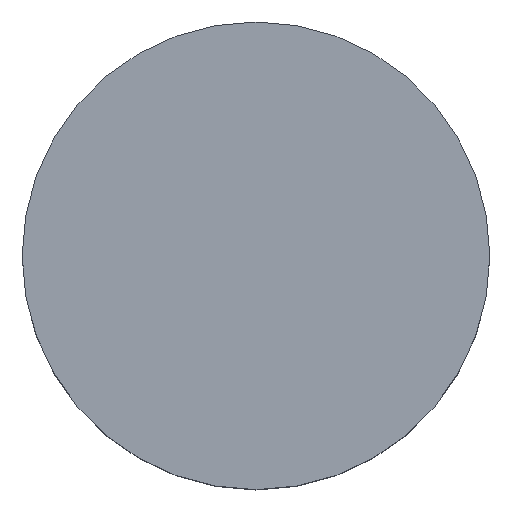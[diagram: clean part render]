
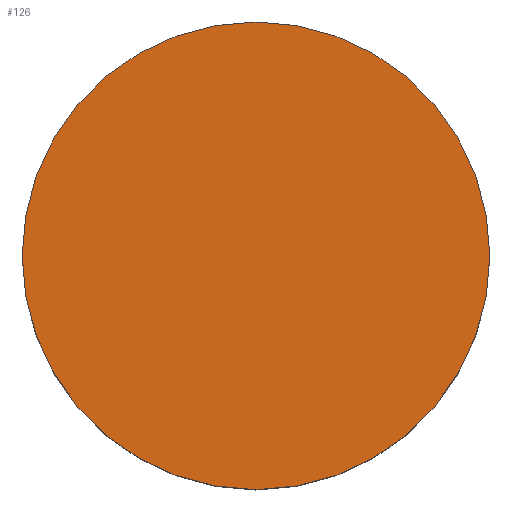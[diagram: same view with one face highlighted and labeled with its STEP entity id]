
A CAD part, top view. The second image highlights one B-rep face of the part: STEP entity #126.
In plain terms, the highlighted planar face has unit normal (0, 0, 1).
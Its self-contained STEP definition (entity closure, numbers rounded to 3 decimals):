
#16=PLANE('',#165);
#24=FACE_OUTER_BOUND('',#31,.T.);
#31=EDGE_LOOP('',(#110,#111));
#51=CIRCLE('',#160,11.3);
#52=CIRCLE('',#161,11.3);
#63=VERTEX_POINT('',#236);
#64=VERTEX_POINT('',#238);
#79=EDGE_CURVE('',#63,#64,#51,.T.);
#80=EDGE_CURVE('',#64,#63,#52,.T.);
#110=ORIENTED_EDGE('',*,*,#80,.F.);
#111=ORIENTED_EDGE('',*,*,#79,.F.);
#126=ADVANCED_FACE('',(#24),#16,.T.);
#160=AXIS2_PLACEMENT_3D('',#239,#197,#198);
#161=AXIS2_PLACEMENT_3D('',#240,#199,#200);
#165=AXIS2_PLACEMENT_3D('',#246,#207,#208);
#197=DIRECTION('center_axis',(0.,0.,-1.));
#198=DIRECTION('ref_axis',(0.,1.,0.));
#199=DIRECTION('center_axis',(0.,0.,-1.));
#200=DIRECTION('ref_axis',(0.,1.,0.));
#207=DIRECTION('center_axis',(0.,0.,1.));
#208=DIRECTION('ref_axis',(1.,0.,0.));
#236=CARTESIAN_POINT('',(0.,-11.3,10.));
#238=CARTESIAN_POINT('',(0.,11.3,10.));
#239=CARTESIAN_POINT('Origin',(0.,0.,10.));
#240=CARTESIAN_POINT('Origin',(0.,0.,10.));
#246=CARTESIAN_POINT('Origin',(0.,5.65,10.));
